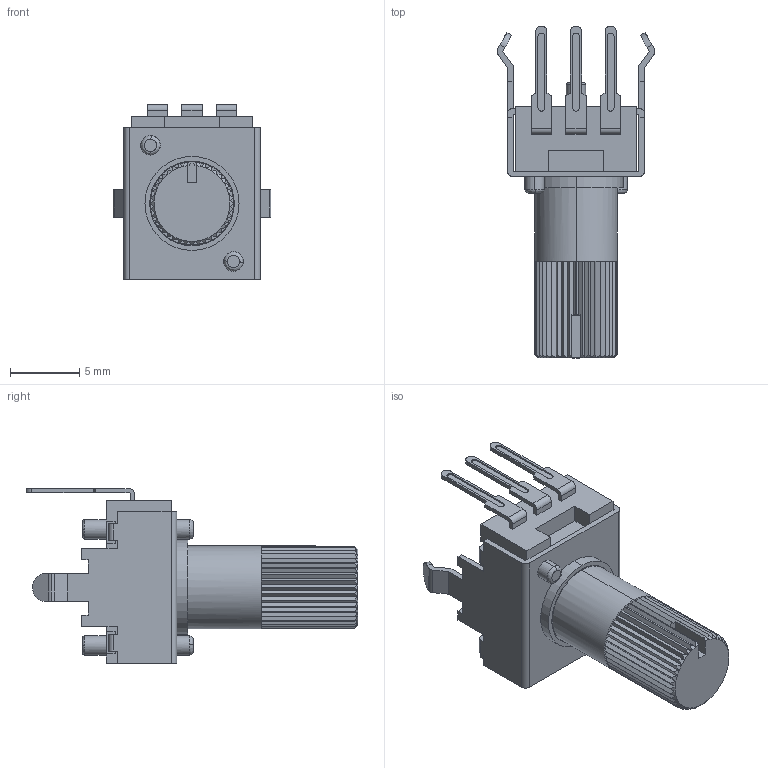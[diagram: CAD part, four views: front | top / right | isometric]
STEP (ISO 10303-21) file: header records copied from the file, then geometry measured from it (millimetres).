
FILE_DESCRIPTION (( 'STEP AP214' ), '1' );
FILE_NAME ('PTV09A-4020U-B103.STEP', '2024-05-26T01:07:57', ( '' ), ( '' ), 'SwSTEP 2.0', 'SolidWorks 2023', '' );
FILE_SCHEMA (( 'AUTOMOTIVE_DESIGN' ));
Length unit declared in the file: millimetre
Products named in the file (1): PTV09A-4020U-B103
Bounding box: 11.4 x 23.99 x 12.65 mm (x, y, z)
Volume: 776.7 mm3; surface area: 1437.1 mm2
Topology: 2 solids, 4 shells, 361 faces, 1003 edges, 670 vertices
Faces by surface type: plane 287, cylinder 65, bspline 8, cone 1
Entity records: 15745 total; most frequent: CARTESIAN_POINT 2503, ORIENTED_EDGE 2006, DIRECTION 1828, EDGE_CURVE 1003, LINE 686, VECTOR 686, VERTEX_POINT 670, AXIS2_PLACEMENT_3D 571
